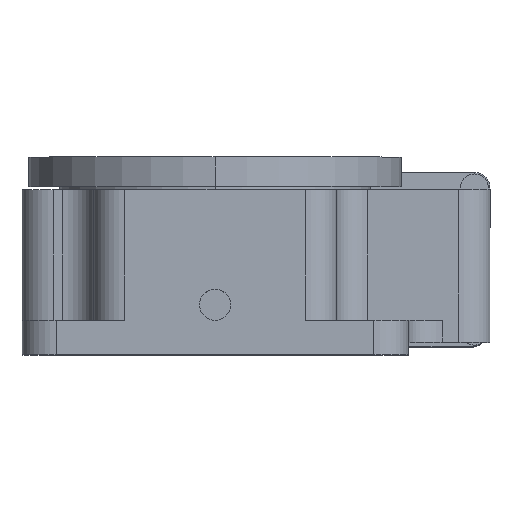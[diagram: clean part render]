
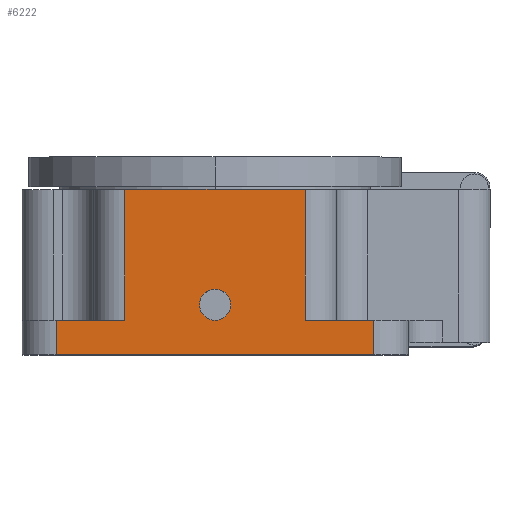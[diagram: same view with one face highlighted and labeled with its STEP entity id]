
A CAD part, top view. The second image highlights one B-rep face of the part: STEP entity #6222.
In plain terms, the highlighted face is planar.
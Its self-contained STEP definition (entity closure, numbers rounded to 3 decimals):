
#62 = VERTEX_POINT ( 'NONE', #2255 ) ;
#232 = CARTESIAN_POINT ( 'NONE',  ( 31., 8., 0. ) ) ;
#357 = CARTESIAN_POINT ( 'NONE',  ( 31., 5.5, -25.5 ) ) ;
#427 = LINE ( 'NONE', #3149, #9051 ) ;
#504 = LINE ( 'NONE', #3242, #2735 ) ;
#695 = DIRECTION ( 'NONE',  ( 1., 0., 0. ) ) ;
#799 = EDGE_CURVE ( 'NONE', #7320, #1448, #3341, .T. ) ;
#1174 = ORIENTED_EDGE ( 'NONE', *, *, #4323, .T. ) ;
#1190 = CARTESIAN_POINT ( 'NONE',  ( 31., 26.5, -25.5 ) ) ;
#1223 = ORIENTED_EDGE ( 'NONE', *, *, #2854, .T. ) ;
#1433 = CARTESIAN_POINT ( 'NONE',  ( 31., 5.5, -14.5 ) ) ;
#1448 = VERTEX_POINT ( 'NONE', #9023 ) ;
#1452 = VECTOR ( 'NONE', #4208, 1000. ) ;
#1519 = LINE ( 'NONE', #1621, #2140 ) ;
#1526 = EDGE_CURVE ( 'NONE', #4340, #7320, #1519, .T. ) ;
#1621 = CARTESIAN_POINT ( 'NONE',  ( 31., 5.5, 31. ) ) ;
#1696 = VERTEX_POINT ( 'NONE', #8263 ) ;
#1880 = CARTESIAN_POINT ( 'NONE',  ( 31., 26.5, 25.5 ) ) ;
#2085 = EDGE_CURVE ( 'NONE', #8343, #2785, #6119, .T. ) ;
#2140 = VECTOR ( 'NONE', #3860, 1000. ) ;
#2255 = CARTESIAN_POINT ( 'NONE',  ( 31., 8., 2.5 ) ) ;
#2467 = CARTESIAN_POINT ( 'NONE',  ( 31., 5.5, 14.5 ) ) ;
#2515 = DIRECTION ( 'NONE',  ( 0., 0., -1. ) ) ;
#2588 = CARTESIAN_POINT ( 'NONE',  ( 31., 26.5, -25.5 ) ) ;
#2640 = DIRECTION ( 'NONE',  ( 0., 0., -1. ) ) ;
#2735 = VECTOR ( 'NONE', #2640, 1000. ) ;
#2746 = VECTOR ( 'NONE', #4763, 1000. ) ;
#2785 = VERTEX_POINT ( 'NONE', #6811 ) ;
#2854 = EDGE_CURVE ( 'NONE', #7971, #4440, #3565, .T. ) ;
#2868 = DIRECTION ( 'NONE',  ( 0., 0., -1. ) ) ;
#3111 = DIRECTION ( 'NONE',  ( 1., 0., 0. ) ) ;
#3149 = CARTESIAN_POINT ( 'NONE',  ( 31., 26.5, 14.5 ) ) ;
#3163 = VECTOR ( 'NONE', #4681, 1000. ) ;
#3242 = CARTESIAN_POINT ( 'NONE',  ( 31., 26.5, -25.5 ) ) ;
#3341 = LINE ( 'NONE', #1880, #3163 ) ;
#3565 = LINE ( 'NONE', #6477, #1452 ) ;
#3606 = ORIENTED_EDGE ( 'NONE', *, *, #5488, .F. ) ;
#3860 = DIRECTION ( 'NONE',  ( 0., 0., 1. ) ) ;
#3917 = FACE_BOUND ( 'NONE', #7784, .T. ) ;
#3971 = DIRECTION ( 'NONE',  ( 0., 0., 1. ) ) ;
#4103 = EDGE_LOOP ( 'NONE', ( #4431, #1223, #4450, #1174, #7044, #8675, #7114, #7794 ) ) ;
#4208 = DIRECTION ( 'NONE',  ( 0., 1., 0. ) ) ;
#4323 = EDGE_CURVE ( 'NONE', #7821, #4340, #427, .T. ) ;
#4340 = VERTEX_POINT ( 'NONE', #2467 ) ;
#4374 = CARTESIAN_POINT ( 'NONE',  ( 31., 5.5, -19.5 ) ) ;
#4431 = ORIENTED_EDGE ( 'NONE', *, *, #5814, .T. ) ;
#4440 = VERTEX_POINT ( 'NONE', #5956 ) ;
#4450 = ORIENTED_EDGE ( 'NONE', *, *, #4961, .F. ) ;
#4681 = DIRECTION ( 'NONE',  ( 0., -1., 0. ) ) ;
#4710 = FACE_OUTER_BOUND ( 'NONE', #4103, .T. ) ;
#4763 = DIRECTION ( 'NONE',  ( 0., -1., 0. ) ) ;
#4792 = VECTOR ( 'NONE', #8624, 1000. ) ;
#4961 = EDGE_CURVE ( 'NONE', #7821, #4440, #504, .T. ) ;
#5327 = DIRECTION ( 'NONE',  ( 0., -1., 0. ) ) ;
#5488 = EDGE_CURVE ( 'NONE', #62, #1696, #7909, .T. ) ;
#5560 = AXIS2_PLACEMENT_3D ( 'NONE', #232, #3111, #2515 ) ;
#5645 = CARTESIAN_POINT ( 'NONE',  ( 31., 0., -25.5 ) ) ;
#5814 = EDGE_CURVE ( 'NONE', #8343, #7971, #8584, .T. ) ;
#5834 = AXIS2_PLACEMENT_3D ( 'NONE', #2588, #6789, #3971 ) ;
#5956 = CARTESIAN_POINT ( 'NONE',  ( 31., 26.5, -14.5 ) ) ;
#6061 = PLANE ( 'NONE',  #5834 ) ;
#6119 = LINE ( 'NONE', #1190, #2746 ) ;
#6222 = ADVANCED_FACE ( 'NONE', ( #3917, #4710 ), #6061, .F. ) ;
#6235 = DIRECTION ( 'NONE',  ( 0., 0., -1. ) ) ;
#6283 = CARTESIAN_POINT ( 'NONE',  ( 31., 8., 0. ) ) ;
#6477 = CARTESIAN_POINT ( 'NONE',  ( 31., 26.5, -14.5 ) ) ;
#6789 = DIRECTION ( 'NONE',  ( -1., 0., 0. ) ) ;
#6811 = CARTESIAN_POINT ( 'NONE',  ( 31., 0., -25.5 ) ) ;
#6877 = VECTOR ( 'NONE', #6235, 1000. ) ;
#7044 = ORIENTED_EDGE ( 'NONE', *, *, #1526, .T. ) ;
#7114 = ORIENTED_EDGE ( 'NONE', *, *, #7965, .T. ) ;
#7320 = VERTEX_POINT ( 'NONE', #8619 ) ;
#7784 = EDGE_LOOP ( 'NONE', ( #7918, #3606 ) ) ;
#7794 = ORIENTED_EDGE ( 'NONE', *, *, #2085, .F. ) ;
#7821 = VERTEX_POINT ( 'NONE', #8240 ) ;
#7909 = CIRCLE ( 'NONE', #5560, 2.5 ) ;
#7918 = ORIENTED_EDGE ( 'NONE', *, *, #7986, .F. ) ;
#7965 = EDGE_CURVE ( 'NONE', #1448, #2785, #8323, .T. ) ;
#7971 = VERTEX_POINT ( 'NONE', #1433 ) ;
#7986 = EDGE_CURVE ( 'NONE', #1696, #62, #8819, .T. ) ;
#8240 = CARTESIAN_POINT ( 'NONE',  ( 31., 26.5, 14.5 ) ) ;
#8263 = CARTESIAN_POINT ( 'NONE',  ( 31., 8., -2.5 ) ) ;
#8323 = LINE ( 'NONE', #5645, #6877 ) ;
#8343 = VERTEX_POINT ( 'NONE', #357 ) ;
#8584 = LINE ( 'NONE', #4374, #4792 ) ;
#8619 = CARTESIAN_POINT ( 'NONE',  ( 31., 5.5, 25.5 ) ) ;
#8624 = DIRECTION ( 'NONE',  ( 0., 0., 1. ) ) ;
#8651 = AXIS2_PLACEMENT_3D ( 'NONE', #6283, #695, #2868 ) ;
#8675 = ORIENTED_EDGE ( 'NONE', *, *, #799, .T. ) ;
#8819 = CIRCLE ( 'NONE', #8651, 2.5 ) ;
#9023 = CARTESIAN_POINT ( 'NONE',  ( 31., 0., 25.5 ) ) ;
#9051 = VECTOR ( 'NONE', #5327, 1000. ) ;
